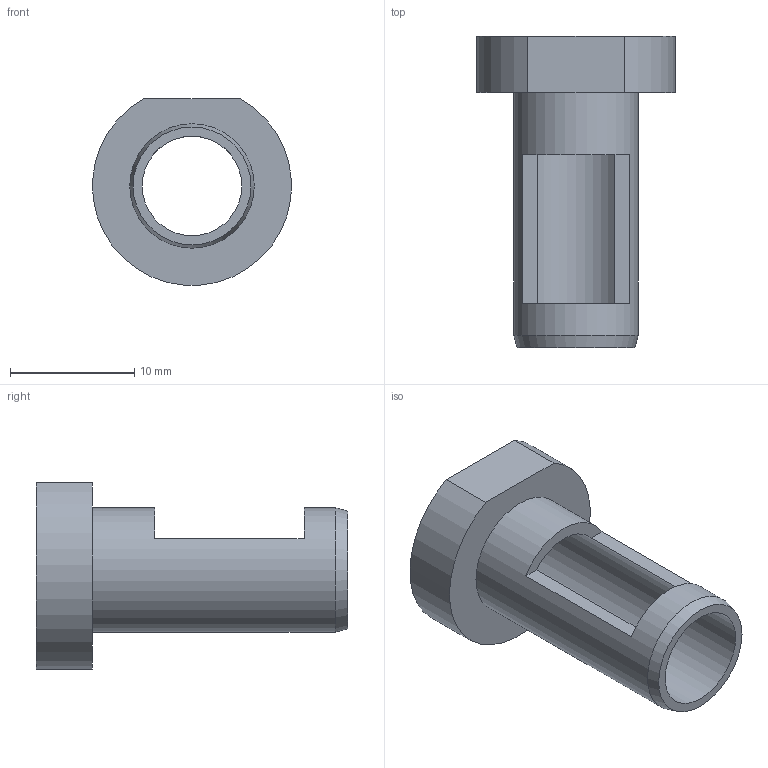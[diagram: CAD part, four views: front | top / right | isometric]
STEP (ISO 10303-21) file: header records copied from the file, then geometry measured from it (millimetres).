
FILE_DESCRIPTION(/* description */ (''),/* implementation_level */ '2;1');
FILE_NAME(/* name */ 'A5W00072460A_001.stp',/* time_stamp */ '2019-09-12T12:54:18+02:00',/* author */ (''),/* organization */ (''),/* preprocessor_version */ 'ST-DEVELOPER v16.7',/* originating_system */ 'SIEMENS PLM Software NX 12.0',/* authorisation */ '');
FILE_SCHEMA (('AUTOMOTIVE_DESIGN { 1 0 10303 214 3 1 1 1 }'));
Length unit declared in the file: millimetre
Products named in the file (1): A5W00072460A_001
Bounding box: 15.98 x 25 x 14.97 mm (x, y, z)
Volume: 1015.6 mm3; surface area: 1638.7 mm2
Topology: 1 solids, 1 shells, 14 faces, 30 edges, 20 vertices
Faces by surface type: plane 9, cylinder 4, cone 1
Full cylindrical faces by diameter (mm): 8 x1, 10 x1, 10.5 x1
Entity records: 390 total; most frequent: DIRECTION 68, CARTESIAN_POINT 59, ORIENTED_EDGE 50, AXIS2_PLACEMENT_3D 28, EDGE_CURVE 25, EDGE_LOOP 24, VERTEX_POINT 19, FACE_BOUND 18
